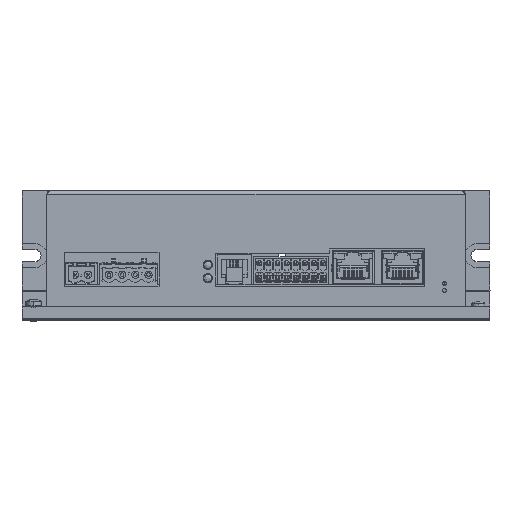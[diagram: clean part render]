
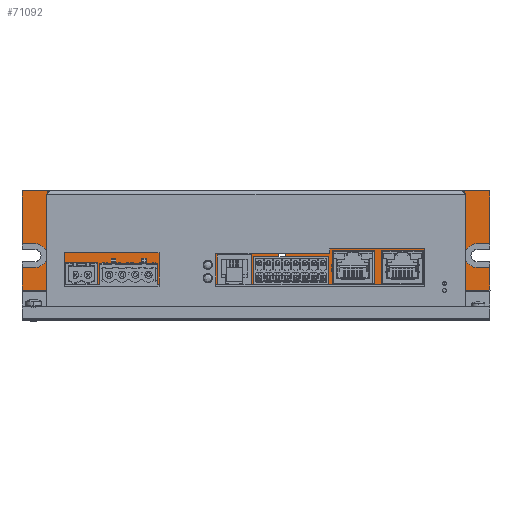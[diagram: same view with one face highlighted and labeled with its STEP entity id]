
A CAD part, top view. The second image highlights one B-rep face of the part: STEP entity #71092.
In plain terms, the highlighted planar face has unit normal (0, 0, 1).
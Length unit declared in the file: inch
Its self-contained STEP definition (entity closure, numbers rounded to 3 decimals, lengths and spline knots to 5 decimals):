
#1733 = EDGE_CURVE ( 'NONE', #95614, #17784, #15128, .T. ) ;
#4188 = VERTEX_POINT ( 'NONE', #29721 ) ;
#4352 = VERTEX_POINT ( 'NONE', #102104 ) ;
#4372 = EDGE_CURVE ( 'NONE', #4188, #42375, #15228, .T. ) ;
#5072 = DIRECTION ( 'NONE',  ( -1., 0., 0. ) ) ;
#5075 = CARTESIAN_POINT ( 'NONE',  ( -3.55709, 0.1811, -2.3622 ) ) ;
#5187 = ORIENTED_EDGE ( 'NONE', *, *, #12363, .T. ) ;
#5484 = DIRECTION ( 'NONE',  ( 1., 0., 0. ) ) ;
#6915 = EDGE_CURVE ( 'NONE', #40687, #40354, #74147, .T. ) ;
#7038 = VERTEX_POINT ( 'NONE', #106497 ) ;
#9060 = CARTESIAN_POINT ( 'NONE',  ( -0.44783, 0., -2.3622 ) ) ;
#9203 = CARTESIAN_POINT ( 'NONE',  ( -3.55709, -0.52362, -2.3622 ) ) ;
#9545 = CARTESIAN_POINT ( 'NONE',  ( -3.55709, -0.1811, -2.3622 ) ) ;
#9793 = CARTESIAN_POINT ( 'NONE',  ( -3.55709, 0.98425, -2.3622 ) ) ;
#9881 = ORIENTED_EDGE ( 'NONE', *, *, #126080, .F. ) ;
#11226 = AXIS2_PLACEMENT_3D ( 'NONE', #76217, #108581, #43246 ) ;
#12363 = EDGE_CURVE ( 'NONE', #119485, #103701, #132761, .T. ) ;
#15128 = LINE ( 'NONE', #123562, #67803 ) ;
#15228 = LINE ( 'NONE', #48261, #120687 ) ;
#16956 = CARTESIAN_POINT ( 'NONE',  ( 0.3937, 0., -2.3622 ) ) ;
#17784 = VERTEX_POINT ( 'NONE', #20052 ) ;
#18467 = CIRCLE ( 'NONE', #98682, 0.1811 ) ;
#19058 = ORIENTED_EDGE ( 'NONE', *, *, #21751, .T. ) ;
#20052 = CARTESIAN_POINT ( 'NONE',  ( -3.55709, -0.1811, -2.3622 ) ) ;
#21751 = EDGE_CURVE ( 'NONE', #65754, #4352, #46751, .T. ) ;
#26964 = AXIS2_PLACEMENT_3D ( 'NONE', #16956, #60753, #5484 ) ;
#29721 = CARTESIAN_POINT ( 'NONE',  ( 3.36024, 0.1811, -2.3622 ) ) ;
#30092 = DIRECTION ( 'NONE',  ( 1., 0., 0. ) ) ;
#30994 = ORIENTED_EDGE ( 'NONE', *, *, #45135, .T. ) ;
#31226 = DIRECTION ( 'NONE',  ( 1., 0., 0. ) ) ;
#32778 = VERTEX_POINT ( 'NONE', #64985 ) ;
#34745 = CIRCLE ( 'NONE', #60039, 0.05413 ) ;
#34852 = EDGE_CURVE ( 'NONE', #4352, #41313, #141229, .T. ) ;
#36799 = VERTEX_POINT ( 'NONE', #81180 ) ;
#39016 = VECTOR ( 'NONE', #60877, 39.37008 ) ;
#39684 = ORIENTED_EDGE ( 'NONE', *, *, #4372, .T. ) ;
#40354 = VERTEX_POINT ( 'NONE', #105009 ) ;
#40687 = VERTEX_POINT ( 'NONE', #80411 ) ;
#40827 = VECTOR ( 'NONE', #60595, 39.37008 ) ;
#41313 = VERTEX_POINT ( 'NONE', #65089 ) ;
#42375 = VERTEX_POINT ( 'NONE', #94587 ) ;
#42457 = VECTOR ( 'NONE', #92613, 39.37008 ) ;
#42606 = AXIS2_PLACEMENT_3D ( 'NONE', #93244, #137088, #30092 ) ;
#43246 = DIRECTION ( 'NONE',  ( 1., 0., 0. ) ) ;
#45135 = EDGE_CURVE ( 'NONE', #42375, #70015, #50123, .T. ) ;
#45229 = CIRCLE ( 'NONE', #26964, 0.05413 ) ;
#46751 = LINE ( 'NONE', #58902, #53523 ) ;
#47427 = ORIENTED_EDGE ( 'NONE', *, *, #34852, .T. ) ;
#47453 = DIRECTION ( 'NONE',  ( 0., -1., 0. ) ) ;
#48261 = CARTESIAN_POINT ( 'NONE',  ( -3.55709, 0.1811, -2.3622 ) ) ;
#49009 = ORIENTED_EDGE ( 'NONE', *, *, #87842, .T. ) ;
#49490 = FACE_BOUND ( 'NONE', #81485, .T. ) ;
#50123 = LINE ( 'NONE', #82380, #39016 ) ;
#50377 = LINE ( 'NONE', #72605, #98727 ) ;
#50884 = CARTESIAN_POINT ( 'NONE',  ( 0.44783, 0., -2.3622 ) ) ;
#53188 = EDGE_CURVE ( 'NONE', #70015, #65754, #106755, .T. ) ;
#53523 = VECTOR ( 'NONE', #47453, 39.37008 ) ;
#54556 = DIRECTION ( 'NONE',  ( 0., 0., -1. ) ) ;
#54731 = DIRECTION ( 'NONE',  ( 0., 0., -1. ) ) ;
#55467 = ORIENTED_EDGE ( 'NONE', *, *, #1733, .T. ) ;
#57061 = EDGE_CURVE ( 'NONE', #17784, #68342, #114443, .T. ) ;
#58249 = DIRECTION ( 'NONE',  ( 1., 0., 0. ) ) ;
#58902 = CARTESIAN_POINT ( 'NONE',  ( -3.55709, 0.98425, -2.3622 ) ) ;
#60039 = AXIS2_PLACEMENT_3D ( 'NONE', #98926, #98215, #141322 ) ;
#60595 = DIRECTION ( 'NONE',  ( 0., -1., 0. ) ) ;
#60753 = DIRECTION ( 'NONE',  ( 0., 0., -1. ) ) ;
#60877 = DIRECTION ( 'NONE',  ( 0., 1., 0. ) ) ;
#62825 = ORIENTED_EDGE ( 'NONE', *, *, #104604, .T. ) ;
#64337 = ORIENTED_EDGE ( 'NONE', *, *, #110877, .T. ) ;
#64782 = ORIENTED_EDGE ( 'NONE', *, *, #129565, .T. ) ;
#64985 = CARTESIAN_POINT ( 'NONE',  ( 3.55709, -0.52362, -2.3622 ) ) ;
#65089 = CARTESIAN_POINT ( 'NONE',  ( -3.36024, 0.1811, -2.3622 ) ) ;
#65754 = VERTEX_POINT ( 'NONE', #81959 ) ;
#67803 = VECTOR ( 'NONE', #5072, 39.37008 ) ;
#68132 = CARTESIAN_POINT ( 'NONE',  ( 3.36024, 0., -2.3622 ) ) ;
#68342 = VERTEX_POINT ( 'NONE', #9203 ) ;
#70015 = VERTEX_POINT ( 'NONE', #122408 ) ;
#71018 = FACE_BOUND ( 'NONE', #72301, .T. ) ;
#71092 = ADVANCED_FACE ( 'NONE', ( #82469, #71018, #49490 ), #84604, .T. ) ;
#72301 = EDGE_LOOP ( 'NONE', ( #76247, #90587 ) ) ;
#72605 = CARTESIAN_POINT ( 'NONE',  ( -3.55709, -0.52362, -2.3622 ) ) ;
#74147 = LINE ( 'NONE', #9545, #116605 ) ;
#75520 = ORIENTED_EDGE ( 'NONE', *, *, #57061, .T. ) ;
#76217 = CARTESIAN_POINT ( 'NONE',  ( -0.3937, 0., -2.3622 ) ) ;
#76247 = ORIENTED_EDGE ( 'NONE', *, *, #124056, .T. ) ;
#76764 = DIRECTION ( 'NONE',  ( 1., 0., 0. ) ) ;
#80411 = CARTESIAN_POINT ( 'NONE',  ( 3.55709, -0.1811, -2.3622 ) ) ;
#80746 = CIRCLE ( 'NONE', #99129, 0.05413 ) ;
#81180 = CARTESIAN_POINT ( 'NONE',  ( 0.33957, 0., -2.3622 ) ) ;
#81485 = EDGE_LOOP ( 'NONE', ( #64337, #5187 ) ) ;
#81959 = CARTESIAN_POINT ( 'NONE',  ( -3.55709, 0.98425, -2.3622 ) ) ;
#82380 = CARTESIAN_POINT ( 'NONE',  ( 3.55709, 0.98425, -2.3622 ) ) ;
#82469 = FACE_OUTER_BOUND ( 'NONE', #125493, .T. ) ;
#84320 = VECTOR ( 'NONE', #137623, 39.37008 ) ;
#84604 = PLANE ( 'NONE',  #42606 ) ;
#85581 = DIRECTION ( 'NONE',  ( 1., 0., 0. ) ) ;
#85920 = CIRCLE ( 'NONE', #90529, 0.1811 ) ;
#86824 = AXIS2_PLACEMENT_3D ( 'NONE', #106478, #54731, #85581 ) ;
#87842 = EDGE_CURVE ( 'NONE', #7038, #95614, #135031, .T. ) ;
#90288 = EDGE_CURVE ( 'NONE', #32778, #68342, #50377, .T. ) ;
#90529 = AXIS2_PLACEMENT_3D ( 'NONE', #68132, #54556, #76764 ) ;
#90587 = ORIENTED_EDGE ( 'NONE', *, *, #132141, .T. ) ;
#92613 = DIRECTION ( 'NONE',  ( 1., 0., 0. ) ) ;
#93244 = CARTESIAN_POINT ( 'NONE',  ( -3.55709, 0.98425, -2.3622 ) ) ;
#94132 = DIRECTION ( 'NONE',  ( -1., 0., 0. ) ) ;
#94587 = CARTESIAN_POINT ( 'NONE',  ( 3.55709, 0.1811, -2.3622 ) ) ;
#94960 = DIRECTION ( 'NONE',  ( -1., 0., 0. ) ) ;
#95614 = VERTEX_POINT ( 'NONE', #135171 ) ;
#96647 = DIRECTION ( 'NONE',  ( -1., 0., 0. ) ) ;
#98215 = DIRECTION ( 'NONE',  ( 0., 0., -1. ) ) ;
#98682 = AXIS2_PLACEMENT_3D ( 'NONE', #102033, #122877, #58249 ) ;
#98727 = VECTOR ( 'NONE', #94132, 39.37008 ) ;
#98926 = CARTESIAN_POINT ( 'NONE',  ( 0.3937, 0., -2.3622 ) ) ;
#99129 = AXIS2_PLACEMENT_3D ( 'NONE', #120920, #119516, #31226 ) ;
#102033 = CARTESIAN_POINT ( 'NONE',  ( -3.36024, 0., -2.3622 ) ) ;
#102104 = CARTESIAN_POINT ( 'NONE',  ( -3.55709, 0.1811, -2.3622 ) ) ;
#103207 = ORIENTED_EDGE ( 'NONE', *, *, #90288, .F. ) ;
#103701 = VERTEX_POINT ( 'NONE', #134183 ) ;
#104574 = ORIENTED_EDGE ( 'NONE', *, *, #53188, .T. ) ;
#104604 = EDGE_CURVE ( 'NONE', #40354, #4188, #85920, .T. ) ;
#105009 = CARTESIAN_POINT ( 'NONE',  ( 3.36024, -0.1811, -2.3622 ) ) ;
#106478 = CARTESIAN_POINT ( 'NONE',  ( -3.36024, 0., -2.3622 ) ) ;
#106497 = CARTESIAN_POINT ( 'NONE',  ( -3.17913, 0., -2.3622 ) ) ;
#106755 = LINE ( 'NONE', #9793, #136530 ) ;
#108415 = ORIENTED_EDGE ( 'NONE', *, *, #6915, .T. ) ;
#108581 = DIRECTION ( 'NONE',  ( 0., 0., -1. ) ) ;
#110877 = EDGE_CURVE ( 'NONE', #103701, #119485, #80746, .T. ) ;
#114443 = LINE ( 'NONE', #137429, #40827 ) ;
#115345 = CARTESIAN_POINT ( 'NONE',  ( 3.55709, 0., -2.3622 ) ) ;
#116605 = VECTOR ( 'NONE', #94960, 39.37008 ) ;
#119485 = VERTEX_POINT ( 'NONE', #9060 ) ;
#119516 = DIRECTION ( 'NONE',  ( 0., 0., -1. ) ) ;
#120687 = VECTOR ( 'NONE', #134435, 39.37008 ) ;
#120920 = CARTESIAN_POINT ( 'NONE',  ( -0.3937, 0., -2.3622 ) ) ;
#122408 = CARTESIAN_POINT ( 'NONE',  ( 3.55709, 0.98425, -2.3622 ) ) ;
#122877 = DIRECTION ( 'NONE',  ( 0., 0., -1. ) ) ;
#123562 = CARTESIAN_POINT ( 'NONE',  ( -3.55709, -0.1811, -2.3622 ) ) ;
#124056 = EDGE_CURVE ( 'NONE', #140756, #36799, #45229, .T. ) ;
#125493 = EDGE_LOOP ( 'NONE', ( #30994, #104574, #19058, #47427, #64782, #49009, #55467, #75520, #103207, #9881, #108415, #62825, #39684 ) ) ;
#126080 = EDGE_CURVE ( 'NONE', #40687, #32778, #139036, .T. ) ;
#129565 = EDGE_CURVE ( 'NONE', #41313, #7038, #18467, .T. ) ;
#132141 = EDGE_CURVE ( 'NONE', #36799, #140756, #34745, .T. ) ;
#132761 = CIRCLE ( 'NONE', #11226, 0.05413 ) ;
#134183 = CARTESIAN_POINT ( 'NONE',  ( -0.33957, 0., -2.3622 ) ) ;
#134435 = DIRECTION ( 'NONE',  ( 1., 0., 0. ) ) ;
#135031 = CIRCLE ( 'NONE', #86824, 0.1811 ) ;
#135171 = CARTESIAN_POINT ( 'NONE',  ( -3.36024, -0.1811, -2.3622 ) ) ;
#136530 = VECTOR ( 'NONE', #96647, 39.37008 ) ;
#137088 = DIRECTION ( 'NONE',  ( 0., 0., 1. ) ) ;
#137429 = CARTESIAN_POINT ( 'NONE',  ( -3.55709, 0., -2.3622 ) ) ;
#137623 = DIRECTION ( 'NONE',  ( 0., -1., 0. ) ) ;
#139036 = LINE ( 'NONE', #115345, #84320 ) ;
#140756 = VERTEX_POINT ( 'NONE', #50884 ) ;
#141229 = LINE ( 'NONE', #5075, #42457 ) ;
#141322 = DIRECTION ( 'NONE',  ( 1., 0., 0. ) ) ;
